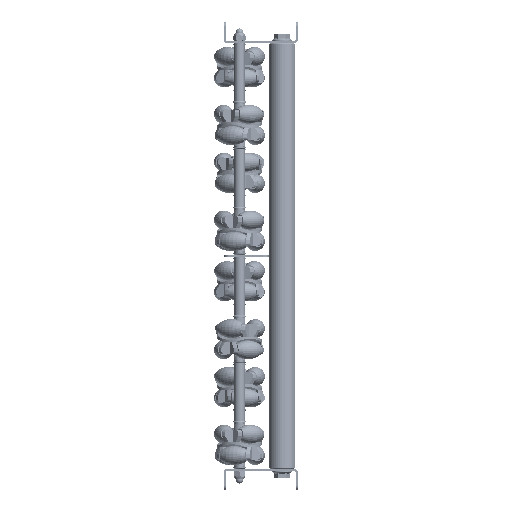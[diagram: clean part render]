
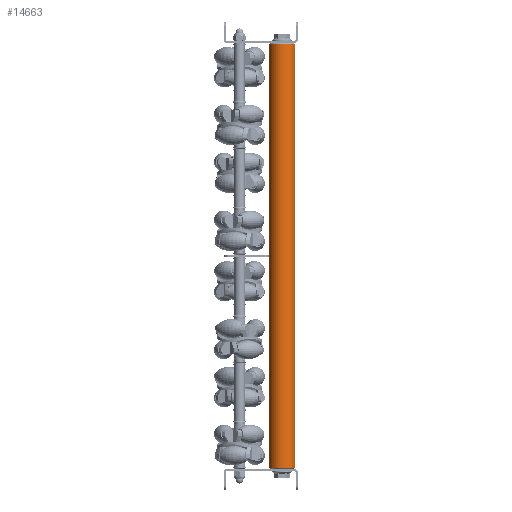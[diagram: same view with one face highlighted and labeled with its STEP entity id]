
A CAD part, left-side view. The second image highlights one B-rep face of the part: STEP entity #14663.
In plain terms, the highlighted cylindrical face has radius 12.5 mm (diameter 25 mm), a partial arc.
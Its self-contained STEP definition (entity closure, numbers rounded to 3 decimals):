
#1174 = DIRECTION ( 'NONE',  ( 0., 0., -1. ) ) ;
#1940 = DIRECTION ( 'NONE',  ( -1., 0., 0. ) ) ;
#2387 = DIRECTION ( 'NONE',  ( 0., 0., 1. ) ) ;
#2596 = VECTOR ( 'NONE', #14717, 1000. ) ;
#2756 = VERTEX_POINT ( 'NONE', #5433 ) ;
#3444 = CARTESIAN_POINT ( 'NONE',  ( 400., 0., -12.5 ) ) ;
#3798 = DIRECTION ( 'NONE',  ( -1., 0., 0. ) ) ;
#3923 = CARTESIAN_POINT ( 'NONE',  ( 1., 0., -12.5 ) ) ;
#5364 = CARTESIAN_POINT ( 'NONE',  ( 399., 0., -12.5 ) ) ;
#5433 = CARTESIAN_POINT ( 'NONE',  ( 399., 0., 12.5 ) ) ;
#5639 = EDGE_CURVE ( 'NONE', #10313, #9880, #14776, .T. ) ;
#5802 = EDGE_CURVE ( 'NONE', #2756, #10313, #13368, .T. ) ;
#5884 = DIRECTION ( 'NONE',  ( 0., 0., -1. ) ) ;
#8057 = ORIENTED_EDGE ( 'NONE', *, *, #10095, .F. ) ;
#8234 = AXIS2_PLACEMENT_3D ( 'NONE', #14818, #1940, #5884 ) ;
#8278 = EDGE_LOOP ( 'NONE', ( #8057, #18268, #9102, #16254 ) ) ;
#8795 = AXIS2_PLACEMENT_3D ( 'NONE', #16643, #3798, #2387 ) ;
#9102 = ORIENTED_EDGE ( 'NONE', *, *, #5802, .T. ) ;
#9642 = DIRECTION ( 'NONE',  ( 1., 0., 0. ) ) ;
#9880 = VERTEX_POINT ( 'NONE', #3923 ) ;
#10095 = EDGE_CURVE ( 'NONE', #13691, #9880, #17329, .T. ) ;
#10313 = VERTEX_POINT ( 'NONE', #11593 ) ;
#10383 = CARTESIAN_POINT ( 'NONE',  ( 400., 0., 12.5 ) ) ;
#10571 = DIRECTION ( 'NONE',  ( -1., 0., 0. ) ) ;
#10950 = FACE_OUTER_BOUND ( 'NONE', #8278, .T. ) ;
#11593 = CARTESIAN_POINT ( 'NONE',  ( 1., 0., 12.5 ) ) ;
#12462 = CARTESIAN_POINT ( 'NONE',  ( 1., 0., 0. ) ) ;
#12678 = EDGE_CURVE ( 'NONE', #13691, #2756, #17500, .T. ) ;
#13368 = LINE ( 'NONE', #10383, #17473 ) ;
#13691 = VERTEX_POINT ( 'NONE', #5364 ) ;
#14663 = ADVANCED_FACE ( 'NONE', ( #10950 ), #15265, .T. ) ;
#14717 = DIRECTION ( 'NONE',  ( -1., 0., 0. ) ) ;
#14776 = CIRCLE ( 'NONE', #17156, 12.5 ) ;
#14818 = CARTESIAN_POINT ( 'NONE',  ( 399., 0., 0. ) ) ;
#15265 = CYLINDRICAL_SURFACE ( 'NONE', #8795, 12.5 ) ;
#16254 = ORIENTED_EDGE ( 'NONE', *, *, #5639, .T. ) ;
#16643 = CARTESIAN_POINT ( 'NONE',  ( 400., 0., 0. ) ) ;
#17156 = AXIS2_PLACEMENT_3D ( 'NONE', #12462, #9642, #1174 ) ;
#17329 = LINE ( 'NONE', #3444, #2596 ) ;
#17473 = VECTOR ( 'NONE', #10571, 1000. ) ;
#17500 = CIRCLE ( 'NONE', #8234, 12.5 ) ;
#18268 = ORIENTED_EDGE ( 'NONE', *, *, #12678, .T. ) ;
